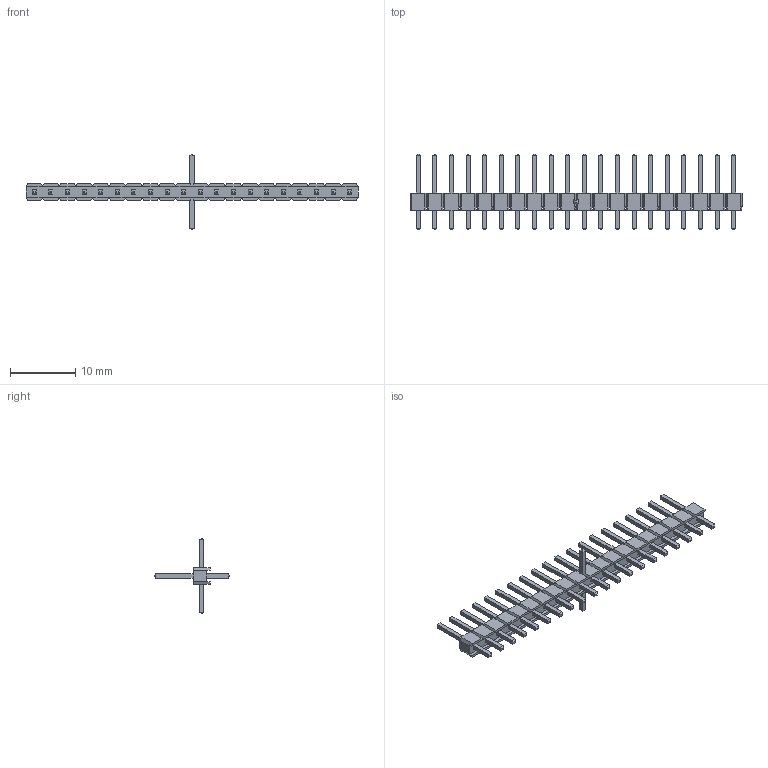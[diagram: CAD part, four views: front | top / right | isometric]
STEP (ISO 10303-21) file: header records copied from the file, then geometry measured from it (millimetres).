
FILE_DESCRIPTION( ( 'Unknown' ), '1' );
FILE_NAME( '61102011121.stp', 'Unknown', ( 'Unknown' ), ( 'Unknown' ), 'PSStep 14.0', 'Unknown', ' ' );
FILE_SCHEMA( ( 'AUTOMOTIVE_DESIGN { 1 0 10303 214 1 1 1 1 }' ) );
Length unit declared in the file: millimetre
Products named in the file (3): Assem1; 6130xx11121_PIN; 61302011121
Bounding box: 50.8 x 11.54 x 11.54 mm (x, y, z)
Volume: 603.1 mm3; surface area: 2033.5 mm2
Topology: 23 solids, 23 shells, 862 faces, 2280 edges, 1464 vertices
Faces by surface type: plane 862
Entity records: 12294 total; most frequent: CARTESIAN_POINT 1774, ORIENTED_EDGE 1748, DIRECTION 1514, EDGE_CURVE 874, LINE 874, VECTOR 874, VERTEX_POINT 580, EDGE_LOOP 338
